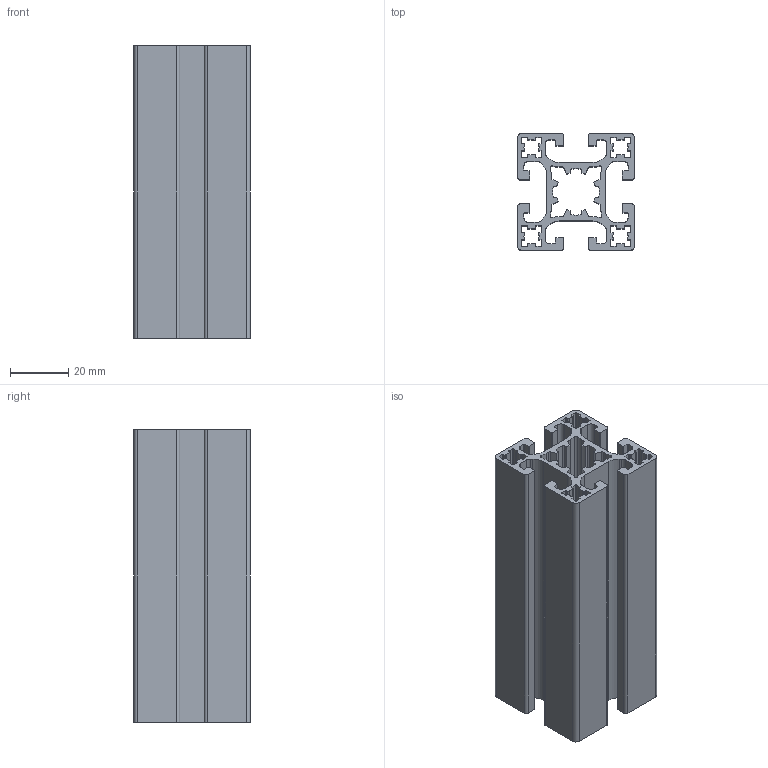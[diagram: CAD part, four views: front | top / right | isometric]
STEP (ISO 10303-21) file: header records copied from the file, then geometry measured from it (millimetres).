
FILE_DESCRIPTION (( 'STEP AP203' ), '1' );
FILE_NAME ('PERFIL 40X40 BÁSICO 100mm.STEP', '2015-12-14T18:53:26', ( '' ), ( '' ), 'SwSTEP 2.0', 'SolidWorks 2014', '' );
FILE_SCHEMA (( 'CONFIG_CONTROL_DESIGN' ));
Length unit declared in the file: millimetre
Products named in the file (1): PERFIL 40X40 BÁSICO      100mm
Bounding box: 40 x 40 x 100 mm (x, y, z)
Volume: 54595.3 mm3; surface area: 58642.6 mm2
Topology: 1 solids, 1 shells, 361 faces, 1077 edges, 718 vertices
Faces by surface type: cylinder 211, plane 150
Entity records: 12390 total; most frequent: DIRECTION 2223, CARTESIAN_POINT 2157, ORIENTED_EDGE 2154, EDGE_CURVE 1077, AXIS2_PLACEMENT_3D 784, VERTEX_POINT 718, VECTOR 655, LINE 655
